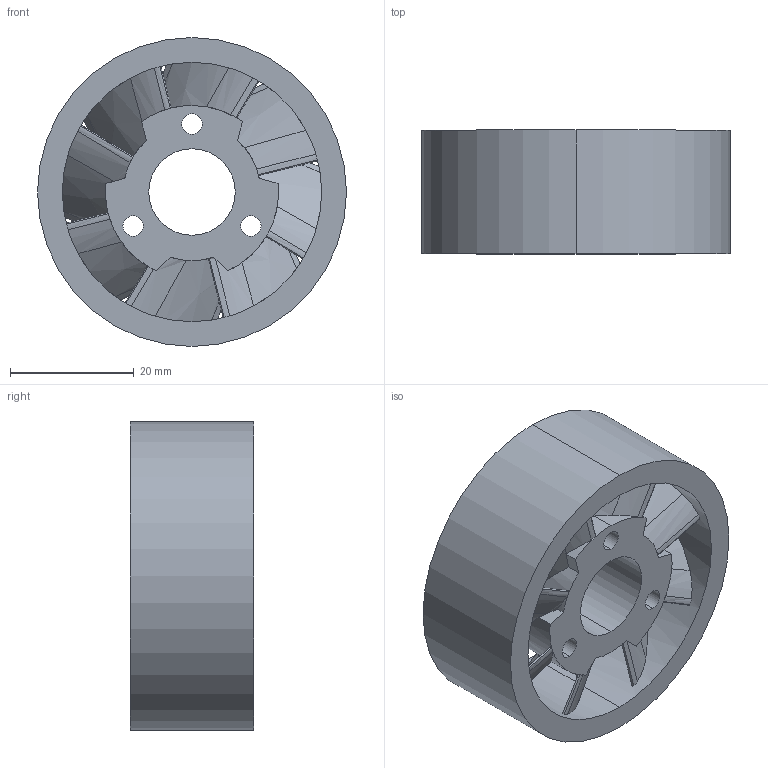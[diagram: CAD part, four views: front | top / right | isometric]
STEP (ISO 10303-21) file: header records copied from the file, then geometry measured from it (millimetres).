
FILE_DESCRIPTION(('STEP AP203'),'1');
FILE_NAME('Fan gespiegelt.STP','2016-01-31T09:57:49',(' '),(' '),'Spatial InterOp 3D',' ',' ');
FILE_SCHEMA(('CONFIG_CONTROL_DESIGN'));
Length unit declared in the file: millimetre
Products named in the file (1): 1
Bounding box: 50 x 20 x 50 mm (x, y, z)
Volume: 16477.3 mm3; surface area: 11803.3 mm2
Topology: 1 solids, 1 shells, 142 faces, 444 edges, 296 vertices
Faces by surface type: bspline 64, cylinder 45, plane 33
Entity records: 8889 total; most frequent: CARTESIAN_POINT 5653, ORIENTED_EDGE 888, EDGE_CURVE 444, DIRECTION 359, B_SPLINE_CURVE_WITH_KNOTS 302, VERTEX_POINT 296, EDGE_LOOP 158, ADVANCED_FACE 142
